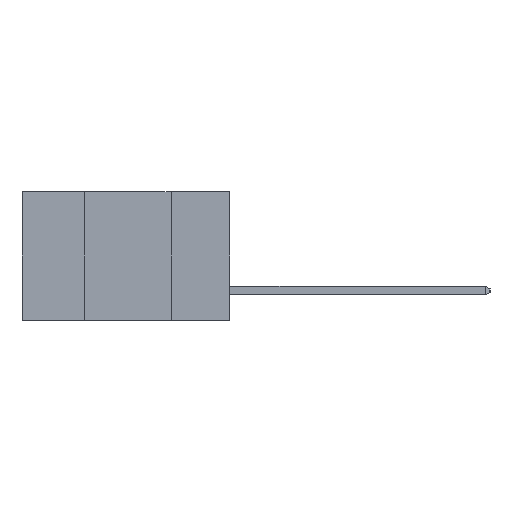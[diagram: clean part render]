
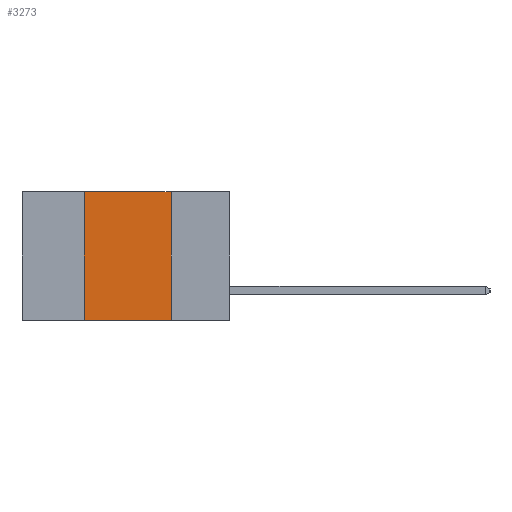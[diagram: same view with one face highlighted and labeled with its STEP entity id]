
A CAD part, left-side view. The second image highlights one B-rep face of the part: STEP entity #3273.
In plain terms, the highlighted planar face has unit normal (-1, 0, 0).
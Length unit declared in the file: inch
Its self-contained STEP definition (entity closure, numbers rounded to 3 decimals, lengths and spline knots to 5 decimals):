
#429 = CARTESIAN_POINT ( 'NONE',  ( 0., 0.17, 0. ) ) ;
#829 = EDGE_LOOP ( 'NONE', ( #9114, #7118, #13646, #9301 ) ) ;
#2499 = CARTESIAN_POINT ( 'NONE',  ( 0., 0.6, 0. ) ) ;
#3273 = ADVANCED_FACE ( 'NONE', ( #6446 ), #5274, .F. ) ;
#3742 = LINE ( 'NONE', #16650, #27610 ) ;
#3862 = DIRECTION ( 'NONE',  ( 0., 0., 1. ) ) ;
#4376 = CARTESIAN_POINT ( 'NONE',  ( 0., 0.42, -0.37 ) ) ;
#5274 = PLANE ( 'NONE',  #8704 ) ;
#6446 = FACE_OUTER_BOUND ( 'NONE', #829, .T. ) ;
#6484 = CARTESIAN_POINT ( 'NONE',  ( 0., 0.42, 0. ) ) ;
#6508 = VECTOR ( 'NONE', #20985, 39.37008 ) ;
#7116 = VECTOR ( 'NONE', #17464, 39.37008 ) ;
#7118 = ORIENTED_EDGE ( 'NONE', *, *, #10411, .F. ) ;
#7243 = CARTESIAN_POINT ( 'NONE',  ( 0., 0.6, -0.37 ) ) ;
#8029 = CARTESIAN_POINT ( 'NONE',  ( 0., 0.6, 0. ) ) ;
#8437 = CARTESIAN_POINT ( 'NONE',  ( 0., 0.17, -0.37 ) ) ;
#8704 = AXIS2_PLACEMENT_3D ( 'NONE', #8029, #8785, #8751 ) ;
#8751 = DIRECTION ( 'NONE',  ( 0., 0., -1. ) ) ;
#8785 = DIRECTION ( 'NONE',  ( 1., 0., 0. ) ) ;
#9114 = ORIENTED_EDGE ( 'NONE', *, *, #16158, .F. ) ;
#9301 = ORIENTED_EDGE ( 'NONE', *, *, #25196, .T. ) ;
#10411 = EDGE_CURVE ( 'NONE', #18567, #24878, #15253, .T. ) ;
#13646 = ORIENTED_EDGE ( 'NONE', *, *, #26275, .F. ) ;
#15253 = LINE ( 'NONE', #2499, #27836 ) ;
#15380 = DIRECTION ( 'NONE',  ( 0., -1., 0. ) ) ;
#16158 = EDGE_CURVE ( 'NONE', #24878, #19572, #19196, .T. ) ;
#16650 = CARTESIAN_POINT ( 'NONE',  ( 0., 0.42, 0. ) ) ;
#17464 = DIRECTION ( 'NONE',  ( 0., -1., 0. ) ) ;
#18567 = VERTEX_POINT ( 'NONE', #6484 ) ;
#19196 = LINE ( 'NONE', #429, #6508 ) ;
#19572 = VERTEX_POINT ( 'NONE', #8437 ) ;
#20583 = LINE ( 'NONE', #7243, #7116 ) ;
#20985 = DIRECTION ( 'NONE',  ( 0., 0., -1. ) ) ;
#21322 = CARTESIAN_POINT ( 'NONE',  ( 0., 0.17, 0. ) ) ;
#24878 = VERTEX_POINT ( 'NONE', #21322 ) ;
#25196 = EDGE_CURVE ( 'NONE', #29586, #19572, #20583, .T. ) ;
#26275 = EDGE_CURVE ( 'NONE', #29586, #18567, #3742, .T. ) ;
#27610 = VECTOR ( 'NONE', #3862, 39.37008 ) ;
#27836 = VECTOR ( 'NONE', #15380, 39.37008 ) ;
#29586 = VERTEX_POINT ( 'NONE', #4376 ) ;
